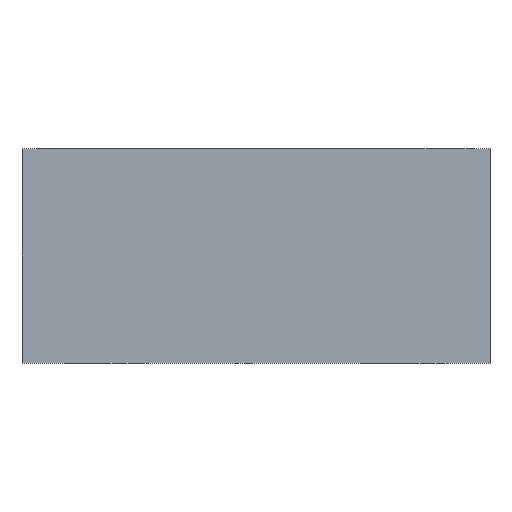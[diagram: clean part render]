
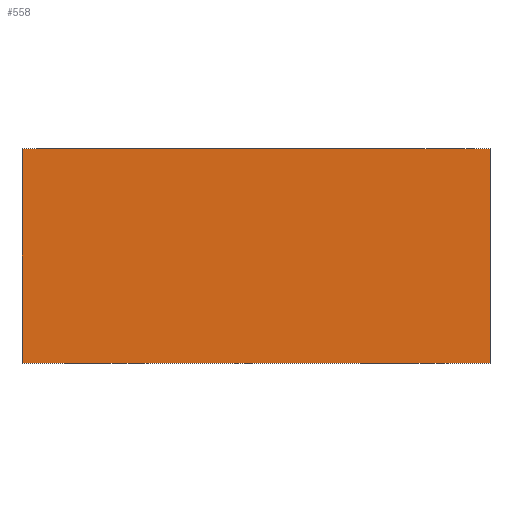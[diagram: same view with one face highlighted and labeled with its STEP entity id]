
A CAD part, front view. The second image highlights one B-rep face of the part: STEP entity #558.
In plain terms, the highlighted planar face has unit normal (0, -1, 0).
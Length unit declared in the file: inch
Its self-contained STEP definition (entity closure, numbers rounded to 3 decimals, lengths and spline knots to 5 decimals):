
#60=FACE_OUTER_BOUND('',#93,.T.);
#93=EDGE_LOOP('',(#481,#482,#483,#484));
#122=LINE('',#812,#189);
#162=LINE('',#901,#229);
#163=LINE('',#904,#230);
#164=LINE('',#905,#231);
#189=VECTOR('',#659,0.3937);
#229=VECTOR('',#745,0.3937);
#230=VECTOR('',#748,0.3937);
#231=VECTOR('',#749,0.3937);
#253=VERTEX_POINT('',#809);
#254=VERTEX_POINT('',#811);
#280=VERTEX_POINT('',#899);
#281=VERTEX_POINT('',#903);
#308=EDGE_CURVE('',#253,#254,#122,.T.);
#353=EDGE_CURVE('',#253,#280,#162,.T.);
#354=EDGE_CURVE('',#281,#280,#163,.T.);
#355=EDGE_CURVE('',#254,#281,#164,.T.);
#481=ORIENTED_EDGE('',*,*,#353,.T.);
#482=ORIENTED_EDGE('',*,*,#354,.F.);
#483=ORIENTED_EDGE('',*,*,#355,.F.);
#484=ORIENTED_EDGE('',*,*,#308,.F.);
#529=PLANE('',#609);
#558=ADVANCED_FACE('',(#60),#529,.T.);
#609=AXIS2_PLACEMENT_3D('',#902,#746,#747);
#659=DIRECTION('',(-1.,0.,0.));
#745=DIRECTION('',(0.,0.,1.));
#746=DIRECTION('center_axis',(0.,-1.,0.));
#747=DIRECTION('ref_axis',(1.,0.,0.));
#748=DIRECTION('',(1.,0.,0.));
#749=DIRECTION('',(0.,0.,1.));
#809=CARTESIAN_POINT('',(0.6,0.,-0.15));
#811=CARTESIAN_POINT('',(0.,0.,-0.15));
#812=CARTESIAN_POINT('',(0.,0.,-0.15));
#899=CARTESIAN_POINT('',(0.6,0.,0.125));
#901=CARTESIAN_POINT('',(0.6,0.,0.));
#902=CARTESIAN_POINT('Origin',(0.,0.,0.));
#903=CARTESIAN_POINT('',(0.,0.,0.125));
#904=CARTESIAN_POINT('',(0.,0.,0.125));
#905=CARTESIAN_POINT('',(0.,0.,0.));
